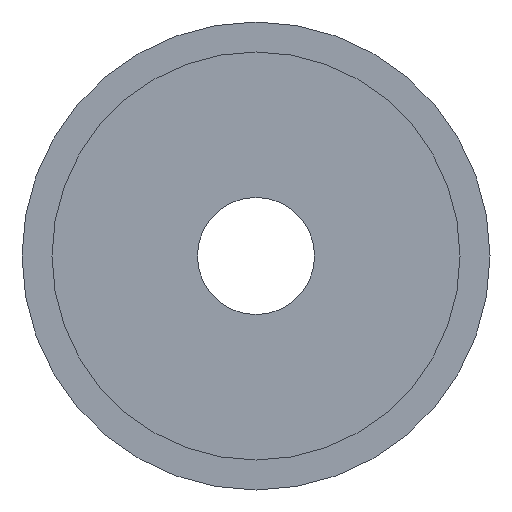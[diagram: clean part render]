
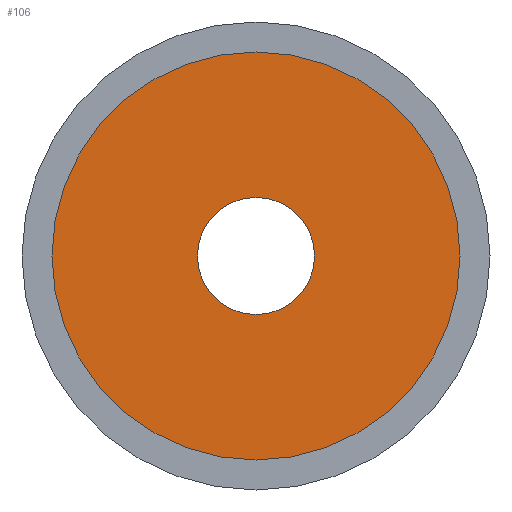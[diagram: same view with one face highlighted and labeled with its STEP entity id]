
A CAD part, front view. The second image highlights one B-rep face of the part: STEP entity #106.
In plain terms, the highlighted planar face has unit normal (0, -1, 0).
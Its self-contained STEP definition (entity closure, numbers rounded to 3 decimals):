
#7 = VERTEX_POINT ( 'NONE', #288 ) ;
#11 = EDGE_LOOP ( 'NONE', ( #204, #115 ) ) ;
#16 = DIRECTION ( 'NONE',  ( 0., 0., 1. ) ) ;
#17 = VERTEX_POINT ( 'NONE', #311 ) ;
#27 = DIRECTION ( 'NONE',  ( 0., 0., 1. ) ) ;
#39 = CARTESIAN_POINT ( 'NONE',  ( 0., 0., 0. ) ) ;
#41 = CIRCLE ( 'NONE', #145, 6.975 ) ;
#47 = DIRECTION ( 'NONE',  ( 0., 1., 0. ) ) ;
#55 = VERTEX_POINT ( 'NONE', #244 ) ;
#59 = DIRECTION ( 'NONE',  ( 0., 0., 1. ) ) ;
#65 = DIRECTION ( 'NONE',  ( 0., 1., 0. ) ) ;
#70 = ORIENTED_EDGE ( 'NONE', *, *, #84, .F. ) ;
#75 = FACE_BOUND ( 'NONE', #11, .T. ) ;
#84 = EDGE_CURVE ( 'NONE', #55, #194, #41, .T. ) ;
#99 = CARTESIAN_POINT ( 'NONE',  ( 0., 0., 0. ) ) ;
#100 = FACE_OUTER_BOUND ( 'NONE', #307, .T. ) ;
#106 = ADVANCED_FACE ( 'NONE', ( #75, #100 ), #116, .F. ) ;
#115 = ORIENTED_EDGE ( 'NONE', *, *, #178, .T. ) ;
#116 = PLANE ( 'NONE',  #137 ) ;
#124 = DIRECTION ( 'NONE',  ( 0., 1., 0. ) ) ;
#129 = EDGE_CURVE ( 'NONE', #7, #17, #169, .T. ) ;
#135 = DIRECTION ( 'NONE',  ( 0., 1., 0. ) ) ;
#137 = AXIS2_PLACEMENT_3D ( 'NONE', #262, #135, #59 ) ;
#145 = AXIS2_PLACEMENT_3D ( 'NONE', #39, #218, #16 ) ;
#153 = AXIS2_PLACEMENT_3D ( 'NONE', #99, #124, #27 ) ;
#158 = AXIS2_PLACEMENT_3D ( 'NONE', #225, #65, #247 ) ;
#169 = CIRCLE ( 'NONE', #158, 2. ) ;
#173 = CARTESIAN_POINT ( 'NONE',  ( 0., 0., 6.975 ) ) ;
#176 = CIRCLE ( 'NONE', #193, 6.975 ) ;
#178 = EDGE_CURVE ( 'NONE', #17, #7, #249, .T. ) ;
#184 = EDGE_CURVE ( 'NONE', #194, #55, #176, .T. ) ;
#193 = AXIS2_PLACEMENT_3D ( 'NONE', #228, #47, #250 ) ;
#194 = VERTEX_POINT ( 'NONE', #173 ) ;
#204 = ORIENTED_EDGE ( 'NONE', *, *, #129, .T. ) ;
#218 = DIRECTION ( 'NONE',  ( 0., 1., 0. ) ) ;
#225 = CARTESIAN_POINT ( 'NONE',  ( 0., 0., 0. ) ) ;
#228 = CARTESIAN_POINT ( 'NONE',  ( 0., 0., 0. ) ) ;
#231 = ORIENTED_EDGE ( 'NONE', *, *, #184, .F. ) ;
#244 = CARTESIAN_POINT ( 'NONE',  ( 0., 0., -6.975 ) ) ;
#247 = DIRECTION ( 'NONE',  ( 0., 0., 1. ) ) ;
#249 = CIRCLE ( 'NONE', #153, 2. ) ;
#250 = DIRECTION ( 'NONE',  ( 0., 0., 1. ) ) ;
#262 = CARTESIAN_POINT ( 'NONE',  ( 0., 0., 0. ) ) ;
#288 = CARTESIAN_POINT ( 'NONE',  ( 0., 0., 2. ) ) ;
#307 = EDGE_LOOP ( 'NONE', ( #70, #231 ) ) ;
#311 = CARTESIAN_POINT ( 'NONE',  ( 0., 0., -2. ) ) ;
